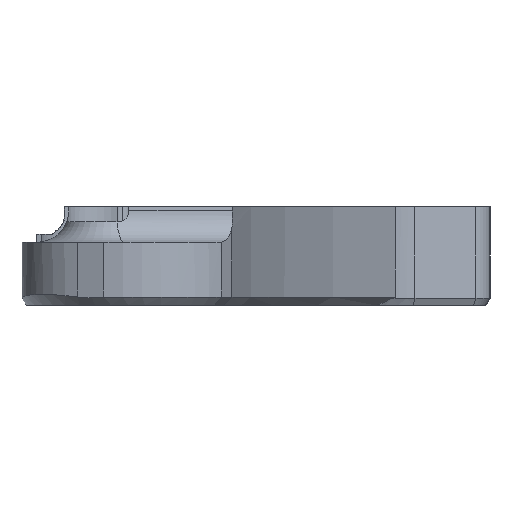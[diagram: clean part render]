
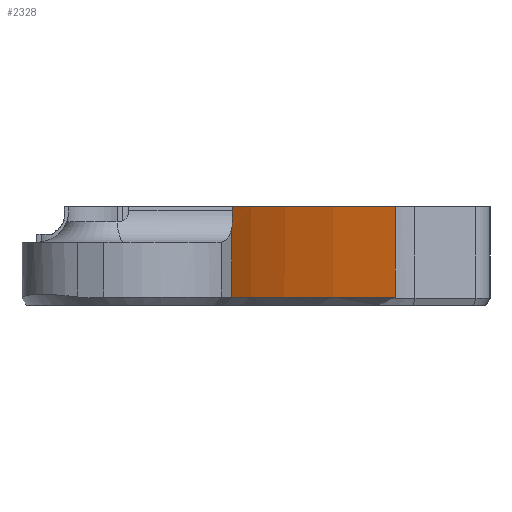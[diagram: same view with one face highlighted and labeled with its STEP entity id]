
A CAD part, left-side view. The second image highlights one B-rep face of the part: STEP entity #2328.
In plain terms, the highlighted cylindrical face has radius 68.868 mm (diameter 137.735 mm), a partial arc.
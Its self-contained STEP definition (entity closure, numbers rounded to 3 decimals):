
#172=LINE('',#3908,#342);
#174=LINE('',#3976,#344);
#175=LINE('',#3979,#345);
#342=VECTOR('',#2978,10.);
#344=VECTOR('',#2996,10.);
#345=VECTOR('',#2999,10.);
#476=CYLINDRICAL_SURFACE('',#2557,68.868);
#545=FACE_OUTER_BOUND('',#692,.T.);
#692=EDGE_LOOP('',(#1774,#1775,#1776,#1777,#1778,#1779));
#863=CIRCLE('',#2556,68.868);
#864=CIRCLE('',#2558,68.868);
#963=B_SPLINE_CURVE_WITH_KNOTS('',3,(#3969,#3970,#3971,#3972,#3973,#3974),
 .UNSPECIFIED.,.F.,.F.,(4,2,4),(0.478,0.536,0.564),
 .UNSPECIFIED.);
#1079=VERTEX_POINT('',#3901);
#1082=VERTEX_POINT('',#3906);
#1089=VERTEX_POINT('',#3961);
#1090=VERTEX_POINT('',#3968);
#1091=VERTEX_POINT('',#3975);
#1092=VERTEX_POINT('',#3977);
#1336=EDGE_CURVE('',#1079,#1082,#172,.T.);
#1348=EDGE_CURVE('',#1089,#1082,#863,.T.);
#1349=EDGE_CURVE('',#1090,#1079,#963,.T.);
#1350=EDGE_CURVE('',#1091,#1089,#174,.T.);
#1351=EDGE_CURVE('',#1091,#1092,#864,.T.);
#1352=EDGE_CURVE('',#1092,#1090,#175,.T.);
#1774=ORIENTED_EDGE('',*,*,#1349,.T.);
#1775=ORIENTED_EDGE('',*,*,#1336,.T.);
#1776=ORIENTED_EDGE('',*,*,#1348,.F.);
#1777=ORIENTED_EDGE('',*,*,#1350,.F.);
#1778=ORIENTED_EDGE('',*,*,#1351,.T.);
#1779=ORIENTED_EDGE('',*,*,#1352,.T.);
#2328=ADVANCED_FACE('',(#545),#476,.F.);
#2556=AXIS2_PLACEMENT_3D('',#3966,#2992,#2993);
#2557=AXIS2_PLACEMENT_3D('',#3967,#2994,#2995);
#2558=AXIS2_PLACEMENT_3D('',#3978,#2997,#2998);
#2978=DIRECTION('',(0.,0.,-1.));
#2992=DIRECTION('center_axis',(0.,0.,1.));
#2993=DIRECTION('ref_axis',(0.076,0.997,0.));
#2994=DIRECTION('center_axis',(0.,0.,-1.));
#2995=DIRECTION('ref_axis',(-0.076,-0.997,0.));
#2996=DIRECTION('',(0.,0.,-1.));
#2997=DIRECTION('center_axis',(0.,0.,1.));
#2998=DIRECTION('ref_axis',(-0.076,-0.997,0.));
#2999=DIRECTION('',(0.,0.,-1.));
#3901=CARTESIAN_POINT('',(-0.681,-6.147,-1.041));
#3906=CARTESIAN_POINT('',(-0.681,-6.147,-4.45));
#3908=CARTESIAN_POINT('',(-0.681,-6.147,0.));
#3961=CARTESIAN_POINT('',(26.736,-14.181,-4.45));
#3966=CARTESIAN_POINT('Origin',(-5.918,-74.815,-4.45));
#3967=CARTESIAN_POINT('Origin',(-5.918,-74.815,0.));
#3968=CARTESIAN_POINT('',(-0.42,-6.167,-0.2));
#3969=CARTESIAN_POINT('Ctrl Pts',(-0.42,-6.167,
-0.2));
#3970=CARTESIAN_POINT('Ctrl Pts',(-0.42,-6.167,
-0.394));
#3971=CARTESIAN_POINT('Ctrl Pts',(-0.461,-6.164,
-0.601));
#3972=CARTESIAN_POINT('Ctrl Pts',(-0.581,-6.155,
-0.878));
#3973=CARTESIAN_POINT('Ctrl Pts',(-0.628,-6.151,-0.962));
#3974=CARTESIAN_POINT('Ctrl Pts',(-0.681,-6.147,-1.041));
#3975=CARTESIAN_POINT('',(26.736,-14.181,0.));
#3976=CARTESIAN_POINT('',(26.736,-14.181,0.));
#3977=CARTESIAN_POINT('',(-0.42,-6.167,0.));
#3978=CARTESIAN_POINT('Origin',(-5.918,-74.815,0.));
#3979=CARTESIAN_POINT('',(-0.42,-6.167,0.));
